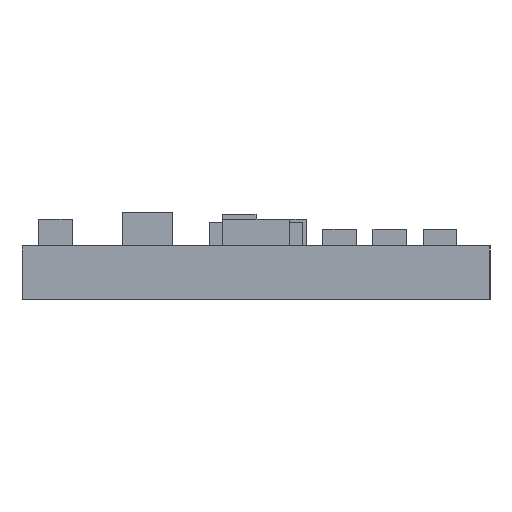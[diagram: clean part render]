
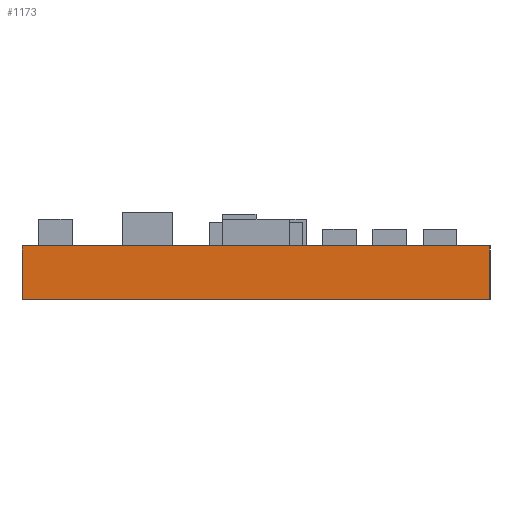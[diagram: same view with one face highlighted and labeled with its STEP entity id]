
A CAD part, left-side view. The second image highlights one B-rep face of the part: STEP entity #1173.
In plain terms, the highlighted planar face has unit normal (-1, 0, 0).
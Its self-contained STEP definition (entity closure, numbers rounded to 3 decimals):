
#116=FACE_OUTER_BOUND('',#179,.T.);
#179=EDGE_LOOP('',(#970,#971,#972,#973));
#336=LINE('',#1861,#475);
#337=LINE('',#1863,#476);
#338=LINE('',#1865,#477);
#339=LINE('',#1866,#478);
#475=VECTOR('',#1543,10.);
#476=VECTOR('',#1544,10.);
#477=VECTOR('',#1545,10.);
#478=VECTOR('',#1546,10.);
#581=VERTEX_POINT('',#1859);
#582=VERTEX_POINT('',#1860);
#583=VERTEX_POINT('',#1862);
#584=VERTEX_POINT('',#1864);
#730=EDGE_CURVE('',#581,#582,#336,.T.);
#731=EDGE_CURVE('',#581,#583,#337,.T.);
#732=EDGE_CURVE('',#584,#583,#338,.T.);
#733=EDGE_CURVE('',#582,#584,#339,.T.);
#970=ORIENTED_EDGE('',*,*,#730,.F.);
#971=ORIENTED_EDGE('',*,*,#731,.T.);
#972=ORIENTED_EDGE('',*,*,#732,.F.);
#973=ORIENTED_EDGE('',*,*,#733,.F.);
#1098=PLANE('',#1264);
#1173=ADVANCED_FACE('',(#116),#1098,.T.);
#1264=AXIS2_PLACEMENT_3D('',#1858,#1541,#1542);
#1541=DIRECTION('center_axis',(-1.,0.,0.));
#1542=DIRECTION('ref_axis',(0.,-1.,0.));
#1543=DIRECTION('',(0.,1.,0.));
#1544=DIRECTION('',(0.,0.,1.));
#1545=DIRECTION('',(0.,-1.,0.));
#1546=DIRECTION('',(0.,0.,1.));
#1858=CARTESIAN_POINT('Origin',(0.,14.,0.));
#1859=CARTESIAN_POINT('',(0.,0.,0.));
#1860=CARTESIAN_POINT('',(0.,14.,0.));
#1861=CARTESIAN_POINT('',(0.,0.,0.));
#1862=CARTESIAN_POINT('',(0.,0.,1.6));
#1863=CARTESIAN_POINT('',(0.,0.,0.));
#1864=CARTESIAN_POINT('',(0.,14.,1.6));
#1865=CARTESIAN_POINT('',(0.,0.,1.6));
#1866=CARTESIAN_POINT('',(0.,14.,0.));
